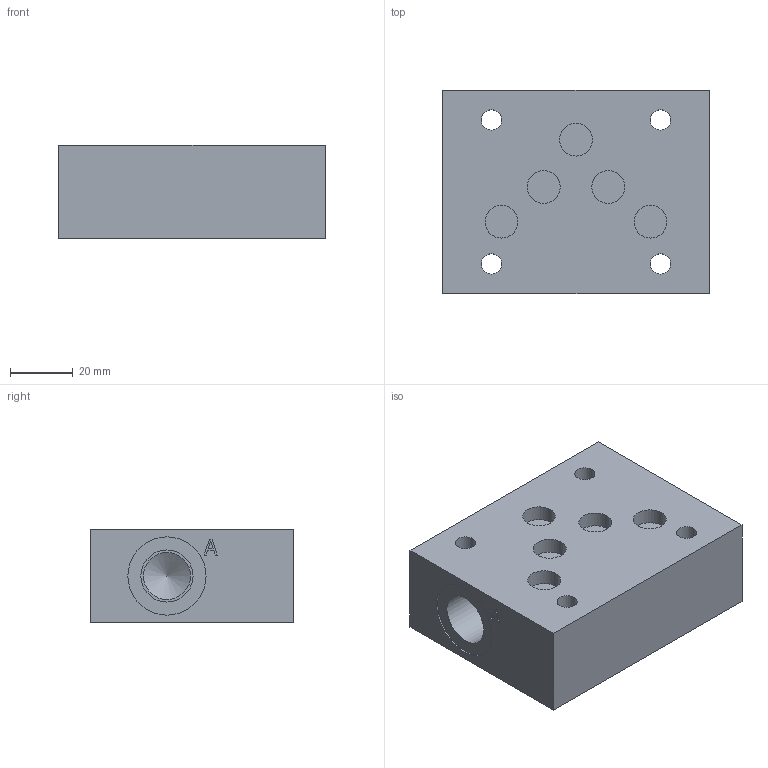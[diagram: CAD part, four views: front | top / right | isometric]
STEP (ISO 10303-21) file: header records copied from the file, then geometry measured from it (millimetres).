
FILE_DESCRIPTION(/* description */ ('Unknown'),/* implementation_level */ '2;1');
FILE_NAME(/* name */ 'PA.85838-001',/* time_stamp */ '2023-07-27T08:11:11+02:00',/* author */ ('Unknown'),/* organization */ ('Unknown'),/* preprocessor_version */ 'ST-DEVELOPER v18.102',/* originating_system */ 'Solid Edge',/* authorisation */ 'Unknown');
FILE_SCHEMA (('AUTOMOTIVE_DESIGN {1 0 10303 214 3 1 1}'));
Length unit declared in the file: millimetre
Products named in the file (1): PA
Bounding box: 85 x 65 x 30 mm (x, y, z)
Volume: 148653.4 mm3; surface area: 25894.6 mm2
Topology: 1 solids, 1 shells, 92 faces, 208 edges, 142 vertices
Faces by surface type: plane 51, cylinder 34, bspline 5, cone 2
Full cylindrical faces by diameter (mm): 6.5 x4, 10.5 x10, 15 x2, 15.8 x5, 16.662 x2, 25 x2
Entity records: 2437 total; most frequent: CARTESIAN_POINT 551, DIRECTION 351, ORIENTED_EDGE 334, EDGE_CURVE 167, FACE_BOUND 153, EDGE_LOOP 151, AXIS2_PLACEMENT_3D 138, VERTEX_POINT 130
